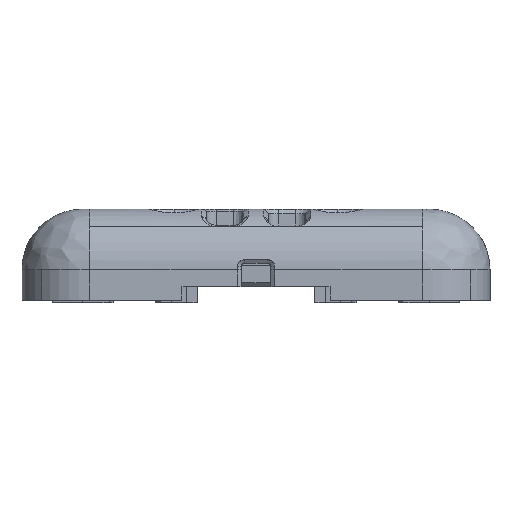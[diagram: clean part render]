
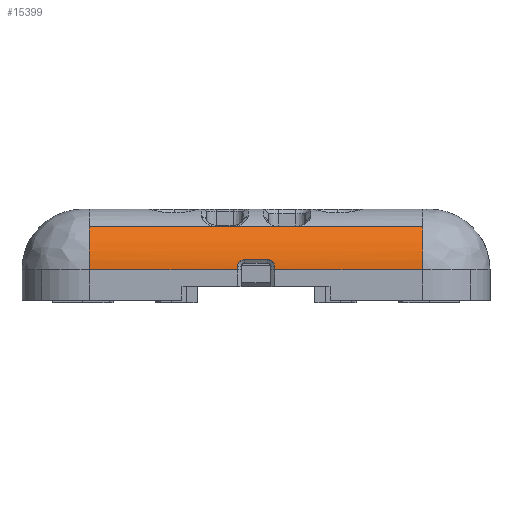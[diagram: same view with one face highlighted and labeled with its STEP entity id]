
A CAD part, left-side view. The second image highlights one B-rep face of the part: STEP entity #15399.
In plain terms, the highlighted cylindrical face has radius 4.5 mm (diameter 9 mm), a partial arc.
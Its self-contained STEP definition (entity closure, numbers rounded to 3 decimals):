
#9611=CARTESIAN_POINT('',(-13.8,7.125,2.25));
#9612=VERTEX_POINT('',#9611);
#9619=CARTESIAN_POINT('',(-13.793,7.125,2.5));
#9620=VERTEX_POINT('',#9619);
#9621=CARTESIAN_POINT('',(-9.3,7.125,2.25));
#9622=DIRECTION('',(-0.,1.,-0.));
#9623=DIRECTION('',(-0.707,0.,0.707));
#9624=AXIS2_PLACEMENT_3D('',#9621,#9622,#9623);
#9625=CIRCLE('',#9624,4.5);
#9626=EDGE_CURVE('',#9612,#9620,#9625,.T.);
#9779=CARTESIAN_POINT('',(-13.792,7.126,2.523));
#9780=VERTEX_POINT('',#9779);
#9781=CARTESIAN_POINT('',(-13.793,7.125,2.5));
#9782=CARTESIAN_POINT('',(-13.793,7.125,2.508));
#9783=CARTESIAN_POINT('',(-13.792,7.125,2.515));
#9784=CARTESIAN_POINT('',(-13.792,7.126,2.523));
#9785=B_SPLINE_CURVE_WITH_KNOTS('',3,(#9781,#9782,#9783,#9784),.UNSPECIFIED.,.F.,.F.,(4,4),(-0.038,-0.037),.UNSPECIFIED.);
#9786=EDGE_CURVE('',#9620,#9780,#9785,.T.);
#9867=CARTESIAN_POINT('',(-13.737,7.625,2.998));
#9868=VERTEX_POINT('',#9867);
#9869=CARTESIAN_POINT('',(-13.792,7.126,2.523));
#9870=CARTESIAN_POINT('',(-13.784,7.131,2.646));
#9871=CARTESIAN_POINT('',(-13.77,7.189,2.773));
#9872=CARTESIAN_POINT('',(-13.759,7.279,2.859));
#9873=CARTESIAN_POINT('',(-13.753,7.324,2.902));
#9874=CARTESIAN_POINT('',(-13.747,7.378,2.936));
#9875=CARTESIAN_POINT('',(-13.744,7.438,2.96));
#9876=CARTESIAN_POINT('',(-13.74,7.498,2.984));
#9877=CARTESIAN_POINT('',(-13.737,7.564,2.998));
#9878=CARTESIAN_POINT('',(-13.737,7.625,2.998));
#9879=B_SPLINE_CURVE_WITH_KNOTS('',3,(#9869,#9870,#9871,#9872,#9873,#9874,#9875,#9876,#9877,#9878),.UNSPECIFIED.,.F.,.F.,(4,3,3,4),(-0.037,-0.018,-0.009,0.),.UNSPECIFIED.);
#9880=EDGE_CURVE('',#9780,#9868,#9879,.T.);
#9899=CARTESIAN_POINT('',(-13.737,9.375,2.998));
#9900=VERTEX_POINT('',#9899);
#9901=CARTESIAN_POINT('',(-13.737,7.625,2.998));
#9902=DIRECTION('',(0.,1.,0.));
#9903=VECTOR('',#9902,1.75);
#9904=LINE('',#9901,#9903);
#9905=EDGE_CURVE('',#9868,#9900,#9904,.T.);
#9978=CARTESIAN_POINT('',(-13.792,9.874,2.523));
#9979=VERTEX_POINT('',#9978);
#10009=CARTESIAN_POINT('',(-13.737,9.375,2.998));
#10010=CARTESIAN_POINT('',(-13.737,9.497,2.998));
#10011=CARTESIAN_POINT('',(-13.747,9.629,2.947));
#10012=CARTESIAN_POINT('',(-13.759,9.721,2.859));
#10013=CARTESIAN_POINT('',(-13.771,9.813,2.77));
#10014=CARTESIAN_POINT('',(-13.784,9.869,2.646));
#10015=CARTESIAN_POINT('',(-13.792,9.874,2.523));
#10016=B_SPLINE_CURVE_WITH_KNOTS('',3,(#10009,#10010,#10011,#10012,#10013,#10014,#10015),.UNSPECIFIED.,.F.,.F.,(4,3,4),(0.075,0.094,0.112),.UNSPECIFIED.);
#10017=EDGE_CURVE('',#9900,#9979,#10016,.T.);
#10115=CARTESIAN_POINT('',(-13.793,9.875,2.5));
#10116=VERTEX_POINT('',#10115);
#10117=CARTESIAN_POINT('',(-13.792,9.874,2.523));
#10118=CARTESIAN_POINT('',(-13.792,9.875,2.515));
#10119=CARTESIAN_POINT('',(-13.793,9.875,2.508));
#10120=CARTESIAN_POINT('',(-13.793,9.875,2.5));
#10121=B_SPLINE_CURVE_WITH_KNOTS('',3,(#10117,#10118,#10119,#10120),.UNSPECIFIED.,.F.,.F.,(4,4),(0.112,0.113),.UNSPECIFIED.);
#10122=EDGE_CURVE('',#9979,#10116,#10121,.T.);
#10149=CARTESIAN_POINT('',(-13.8,9.875,2.25));
#10150=VERTEX_POINT('',#10149);
#10151=CARTESIAN_POINT('',(-9.3,9.875,2.25));
#10152=DIRECTION('',(-0.,-1.,-0.));
#10153=DIRECTION('',(-0.707,0.,0.707));
#10154=AXIS2_PLACEMENT_3D('',#10151,#10152,#10153);
#10155=CIRCLE('',#10154,4.5);
#10156=EDGE_CURVE('',#10116,#10150,#10155,.T.);
#13210=CARTESIAN_POINT('',(-13.8,20.844,2.25));
#13211=VERTEX_POINT('',#13210);
#13212=CARTESIAN_POINT('',(-13.8,20.844,2.25));
#13213=DIRECTION('',(0.,-1.,0.));
#13214=VECTOR('',#13213,10.969);
#13215=LINE('',#13212,#13214);
#13216=EDGE_CURVE('',#13211,#10150,#13215,.T.);
#14605=CARTESIAN_POINT('',(-13.8,-3.844,2.25));
#14606=VERTEX_POINT('',#14605);
#14613=CARTESIAN_POINT('',(-13.8,7.125,2.25));
#14614=DIRECTION('',(0.,-1.,0.));
#14615=VECTOR('',#14614,10.969);
#14616=LINE('',#14613,#14615);
#14617=EDGE_CURVE('',#9612,#14606,#14616,.T.);
#15323=CARTESIAN_POINT('',(-12.482,-3.844,5.432));
#15324=VERTEX_POINT('',#15323);
#15332=CARTESIAN_POINT('',(-9.3,-3.844,2.25));
#15333=DIRECTION('',(-0.,1.,-0.));
#15334=DIRECTION('',(-0.707,0.,0.707));
#15335=AXIS2_PLACEMENT_3D('',#15332,#15333,#15334);
#15336=CIRCLE('',#15335,4.5);
#15337=EDGE_CURVE('',#14606,#15324,#15336,.T.);
#15367=CARTESIAN_POINT('',(-9.3,17.172,2.25));
#15368=DIRECTION('',(0.,-1.,0.));
#15369=DIRECTION('',(-0.707,0.,0.707));
#15370=AXIS2_PLACEMENT_3D('',#15367,#15368,#15369);
#15371=CYLINDRICAL_SURFACE('',#15370,4.5);
#15372=CARTESIAN_POINT('',(-12.482,20.844,5.432));
#15373=VERTEX_POINT('',#15372);
#15374=CARTESIAN_POINT('',(-12.482,-3.844,5.432));
#15375=DIRECTION('',(-0.,1.,-0.));
#15376=VECTOR('',#15375,24.689);
#15377=LINE('',#15374,#15376);
#15378=EDGE_CURVE('',#15324,#15373,#15377,.T.);
#15379=ORIENTED_EDGE('',*,*,#15378,.T.);
#15380=CARTESIAN_POINT('',(-9.3,20.844,2.25));
#15381=DIRECTION('',(-0.,1.,-0.));
#15382=DIRECTION('',(-0.707,0.,0.707));
#15383=AXIS2_PLACEMENT_3D('',#15380,#15381,#15382);
#15384=CIRCLE('',#15383,4.5);
#15385=EDGE_CURVE('',#13211,#15373,#15384,.T.);
#15386=ORIENTED_EDGE('',*,*,#15385,.F.);
#15387=ORIENTED_EDGE('',*,*,#13216,.T.);
#15388=ORIENTED_EDGE('',*,*,#10156,.F.);
#15389=ORIENTED_EDGE('',*,*,#10122,.F.);
#15390=ORIENTED_EDGE('',*,*,#10017,.F.);
#15391=ORIENTED_EDGE('',*,*,#9905,.F.);
#15392=ORIENTED_EDGE('',*,*,#9880,.F.);
#15393=ORIENTED_EDGE('',*,*,#9786,.F.);
#15394=ORIENTED_EDGE('',*,*,#9626,.F.);
#15395=ORIENTED_EDGE('',*,*,#14617,.T.);
#15396=ORIENTED_EDGE('',*,*,#15337,.T.);
#15397=EDGE_LOOP('',(#15379,#15386,#15387,#15388,#15389,#15390,#15391,#15392,#15393,#15394,#15395,#15396));
#15398=FACE_BOUND('',#15397,.T.);
#15399=ADVANCED_FACE('',(#15398),#15371,.T.);
